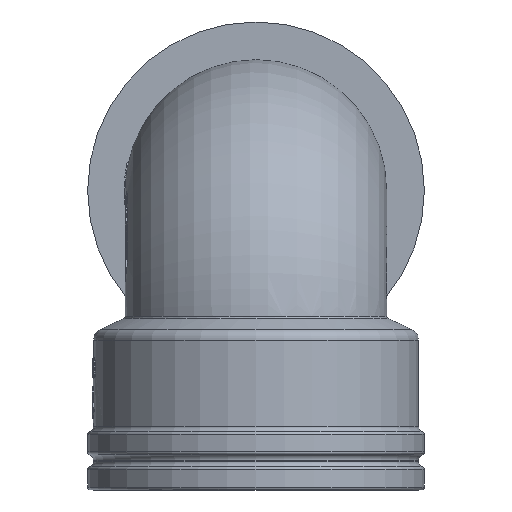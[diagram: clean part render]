
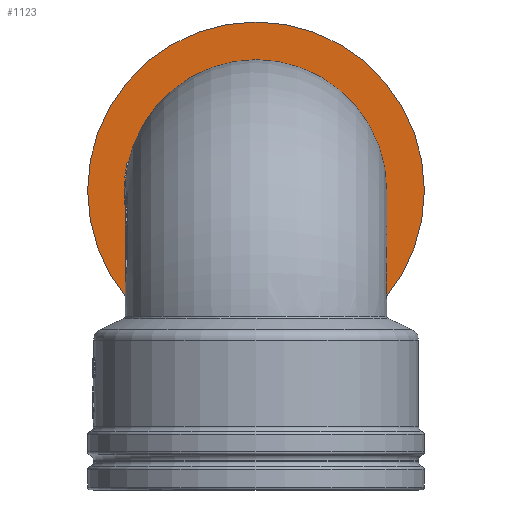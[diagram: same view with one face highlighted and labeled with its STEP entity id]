
A CAD part, front view. The second image highlights one B-rep face of the part: STEP entity #1123.
In plain terms, the highlighted planar face has unit normal (0, -1, 0).
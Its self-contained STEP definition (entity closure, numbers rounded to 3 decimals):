
#189=PLANE('',#10179);
#1123=ADVANCED_FACE('',(#2752,#2753),#189,.F.);
#2752=FACE_BOUND('',#2856,.T.);
#2753=FACE_BOUND('',#2857,.T.);
#2856=EDGE_LOOP('',(#4627,#4628));
#2857=EDGE_LOOP('',(#4629,#4630));
#4627=ORIENTED_EDGE('',*,*,#8580,.T.);
#4628=ORIENTED_EDGE('',*,*,#8204,.T.);
#4629=ORIENTED_EDGE('',*,*,#8576,.F.);
#4630=ORIENTED_EDGE('',*,*,#8581,.F.);
#7192=VERTEX_POINT('',#14047);
#7193=VERTEX_POINT('',#14049);
#7531=VERTEX_POINT('',#18045);
#7532=VERTEX_POINT('',#18047);
#8204=EDGE_CURVE('',#7193,#7192,#9694,.T.);
#8576=EDGE_CURVE('',#7531,#7532,#9753,.T.);
#8580=EDGE_CURVE('',#7192,#7193,#9756,.T.);
#8581=EDGE_CURVE('',#7532,#7531,#9757,.T.);
#9694=CIRCLE('',#9890,22.574);
#9753=CIRCLE('',#10172,29.088);
#9756=CIRCLE('',#10177,22.574);
#9757=CIRCLE('',#10178,29.088);
#9890=AXIS2_PLACEMENT_3D('',#14048,#11100,#11101);
#10172=AXIS2_PLACEMENT_3D('',#18046,#11715,#11716);
#10177=AXIS2_PLACEMENT_3D('',#18053,#11726,#11727);
#10178=AXIS2_PLACEMENT_3D('',#18054,#11728,#11729);
#10179=AXIS2_PLACEMENT_3D('',#18055,#11730,#11731);
#11100=DIRECTION('',(0.,1.,0.));
#11101=DIRECTION('',(-1.,0.,0.));
#11715=DIRECTION('',(0.,1.,0.));
#11716=DIRECTION('',(-1.,0.,0.));
#11726=DIRECTION('',(0.,1.,0.));
#11727=DIRECTION('',(-1.,0.,0.));
#11728=DIRECTION('',(0.,1.,0.));
#11729=DIRECTION('',(-1.,0.,0.));
#11730=DIRECTION('',(0.,1.,0.));
#11731=DIRECTION('',(1.,0.,0.));
#14047=CARTESIAN_POINT('',(-22.574,-288.317,51.258));
#14048=CARTESIAN_POINT('',(0.,-288.317,51.258));
#14049=CARTESIAN_POINT('',(22.574,-288.317,51.258));
#18045=CARTESIAN_POINT('',(29.088,-288.317,51.258));
#18046=CARTESIAN_POINT('',(0.,-288.317,51.258));
#18047=CARTESIAN_POINT('',(-29.088,-288.317,51.258));
#18053=CARTESIAN_POINT('',(0.,-288.317,51.258));
#18054=CARTESIAN_POINT('',(0.,-288.317,51.258));
#18055=CARTESIAN_POINT('',(0.,-288.317,51.258));
